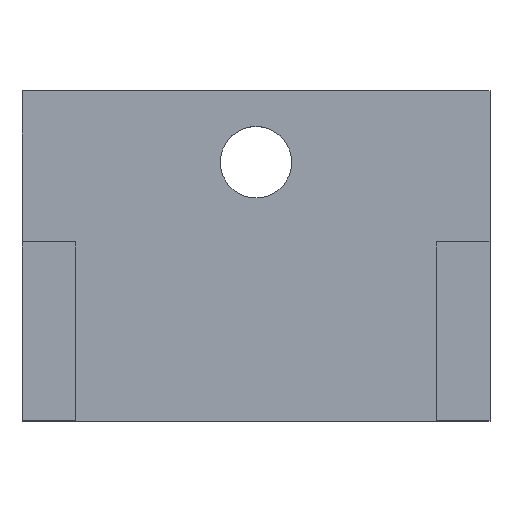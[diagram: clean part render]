
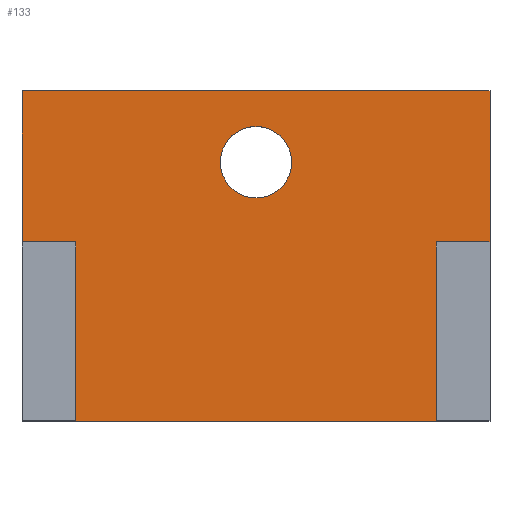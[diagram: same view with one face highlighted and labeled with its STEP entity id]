
A CAD part, top view. The second image highlights one B-rep face of the part: STEP entity #133.
In plain terms, the highlighted planar face has unit normal (0, 0, 1).
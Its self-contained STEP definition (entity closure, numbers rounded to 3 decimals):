
#1 = CARTESIAN_POINT ( 'NONE',  ( 0., 0., 1.3 ) ) ;
#11 = VERTEX_POINT ( 'NONE', #375 ) ;
#12 = CARTESIAN_POINT ( 'NONE',  ( 0., 0., 1.3 ) ) ;
#16 = DIRECTION ( 'NONE',  ( 0., -1., 0. ) ) ;
#28 = VECTOR ( 'NONE', #217, 1000. ) ;
#29 = DIRECTION ( 'NONE',  ( -1., 0., 0. ) ) ;
#30 = EDGE_CURVE ( 'NONE', #252, #567, #632, .T. ) ;
#48 = VERTEX_POINT ( 'NONE', #425 ) ;
#52 = VERTEX_POINT ( 'NONE', #215 ) ;
#58 = DIRECTION ( 'NONE',  ( 0., 0., 1. ) ) ;
#59 = VECTOR ( 'NONE', #29, 1000. ) ;
#67 = VECTOR ( 'NONE', #386, 1000. ) ;
#69 = VERTEX_POINT ( 'NONE', #433 ) ;
#70 = FACE_BOUND ( 'NONE', #453, .T. ) ;
#79 = CARTESIAN_POINT ( 'NONE',  ( 1.5, 5., 1.3 ) ) ;
#87 = FACE_OUTER_BOUND ( 'NONE', #348, .T. ) ;
#96 = ORIENTED_EDGE ( 'NONE', *, *, #99, .F. ) ;
#99 = EDGE_CURVE ( 'NONE', #48, #372, #441, .T. ) ;
#101 = VECTOR ( 'NONE', #175, 1000. ) ;
#111 = DIRECTION ( 'NONE',  ( 0., 0., -1. ) ) ;
#133 = ADVANCED_FACE ( 'NONE', ( #70, #87 ), #480, .F. ) ;
#134 = EDGE_CURVE ( 'NONE', #52, #11, #204, .T. ) ;
#137 = ORIENTED_EDGE ( 'NONE', *, *, #628, .F. ) ;
#143 = AXIS2_PLACEMENT_3D ( 'NONE', #12, #111, #430 ) ;
#145 = ORIENTED_EDGE ( 'NONE', *, *, #566, .T. ) ;
#147 = VECTOR ( 'NONE', #262, 1000. ) ;
#171 = CARTESIAN_POINT ( 'NONE',  ( 13.1, 0., 1.3 ) ) ;
#172 = ORIENTED_EDGE ( 'NONE', *, *, #30, .T. ) ;
#174 = LINE ( 'NONE', #1, #576 ) ;
#175 = DIRECTION ( 'NONE',  ( -1., 0., 0. ) ) ;
#179 = EDGE_CURVE ( 'NONE', #470, #372, #192, .T. ) ;
#184 = CARTESIAN_POINT ( 'NONE',  ( 11.6, 0., 1.3 ) ) ;
#190 = ORIENTED_EDGE ( 'NONE', *, *, #328, .T. ) ;
#192 = LINE ( 'NONE', #523, #422 ) ;
#204 = CIRCLE ( 'NONE', #472, 1. ) ;
#215 = CARTESIAN_POINT ( 'NONE',  ( 5.55, 7.246, 1.3 ) ) ;
#217 = DIRECTION ( 'NONE',  ( 0., 1., 0. ) ) ;
#236 = CARTESIAN_POINT ( 'NONE',  ( 13.1, 5., 1.3 ) ) ;
#252 = VERTEX_POINT ( 'NONE', #278 ) ;
#253 = EDGE_CURVE ( 'NONE', #470, #364, #402, .T. ) ;
#262 = DIRECTION ( 'NONE',  ( -1., 0., 0. ) ) ;
#276 = CARTESIAN_POINT ( 'NONE',  ( 1.5, 5., 1.3 ) ) ;
#277 = CIRCLE ( 'NONE', #478, 1. ) ;
#278 = CARTESIAN_POINT ( 'NONE',  ( 13.1, 9.246, 1.3 ) ) ;
#293 = VERTEX_POINT ( 'NONE', #536 ) ;
#298 = CARTESIAN_POINT ( 'NONE',  ( 0., 9.246, 1.3 ) ) ;
#303 = CARTESIAN_POINT ( 'NONE',  ( 0., 9.246, 1.3 ) ) ;
#307 = EDGE_CURVE ( 'NONE', #364, #293, #610, .T. ) ;
#309 = DIRECTION ( 'NONE',  ( 1., 0., 0. ) ) ;
#322 = DIRECTION ( 'NONE',  ( 1., 0., 0. ) ) ;
#328 = EDGE_CURVE ( 'NONE', #69, #252, #395, .T. ) ;
#348 = EDGE_LOOP ( 'NONE', ( #352, #190, #172, #145, #420, #535, #599, #96 ) ) ;
#352 = ORIENTED_EDGE ( 'NONE', *, *, #434, .F. ) ;
#357 = LINE ( 'NONE', #236, #59 ) ;
#364 = VERTEX_POINT ( 'NONE', #79 ) ;
#372 = VERTEX_POINT ( 'NONE', #184 ) ;
#375 = CARTESIAN_POINT ( 'NONE',  ( 7.55, 7.246, 1.3 ) ) ;
#386 = DIRECTION ( 'NONE',  ( 0., 1., 0. ) ) ;
#395 = LINE ( 'NONE', #171, #28 ) ;
#402 = LINE ( 'NONE', #276, #67 ) ;
#418 = CARTESIAN_POINT ( 'NONE',  ( 6.55, 7.246, 1.3 ) ) ;
#420 = ORIENTED_EDGE ( 'NONE', *, *, #307, .F. ) ;
#422 = VECTOR ( 'NONE', #578, 1000. ) ;
#425 = CARTESIAN_POINT ( 'NONE',  ( 11.6, 5., 1.3 ) ) ;
#428 = CARTESIAN_POINT ( 'NONE',  ( 11.6, 5., 1.3 ) ) ;
#430 = DIRECTION ( 'NONE',  ( -1., 0., 0. ) ) ;
#433 = CARTESIAN_POINT ( 'NONE',  ( 13.1, 5., 1.3 ) ) ;
#434 = EDGE_CURVE ( 'NONE', #69, #48, #357, .T. ) ;
#441 = LINE ( 'NONE', #428, #583 ) ;
#453 = EDGE_LOOP ( 'NONE', ( #549, #137 ) ) ;
#470 = VERTEX_POINT ( 'NONE', #642 ) ;
#472 = AXIS2_PLACEMENT_3D ( 'NONE', #522, #58, #322 ) ;
#478 = AXIS2_PLACEMENT_3D ( 'NONE', #418, #621, #309 ) ;
#480 = PLANE ( 'NONE',  #143 ) ;
#522 = CARTESIAN_POINT ( 'NONE',  ( 6.55, 7.246, 1.3 ) ) ;
#523 = CARTESIAN_POINT ( 'NONE',  ( 0., 0., 1.3 ) ) ;
#535 = ORIENTED_EDGE ( 'NONE', *, *, #253, .F. ) ;
#536 = CARTESIAN_POINT ( 'NONE',  ( 0., 5., 1.3 ) ) ;
#549 = ORIENTED_EDGE ( 'NONE', *, *, #134, .F. ) ;
#566 = EDGE_CURVE ( 'NONE', #567, #293, #174, .T. ) ;
#567 = VERTEX_POINT ( 'NONE', #298 ) ;
#576 = VECTOR ( 'NONE', #649, 1000. ) ;
#578 = DIRECTION ( 'NONE',  ( 1., 0., 0. ) ) ;
#583 = VECTOR ( 'NONE', #16, 1000. ) ;
#599 = ORIENTED_EDGE ( 'NONE', *, *, #179, .T. ) ;
#610 = LINE ( 'NONE', #633, #101 ) ;
#621 = DIRECTION ( 'NONE',  ( 0., 0., 1. ) ) ;
#628 = EDGE_CURVE ( 'NONE', #11, #52, #277, .T. ) ;
#632 = LINE ( 'NONE', #303, #147 ) ;
#633 = CARTESIAN_POINT ( 'NONE',  ( 0., 5., 1.3 ) ) ;
#642 = CARTESIAN_POINT ( 'NONE',  ( 1.5, 0., 1.3 ) ) ;
#649 = DIRECTION ( 'NONE',  ( 0., -1., 0. ) ) ;
